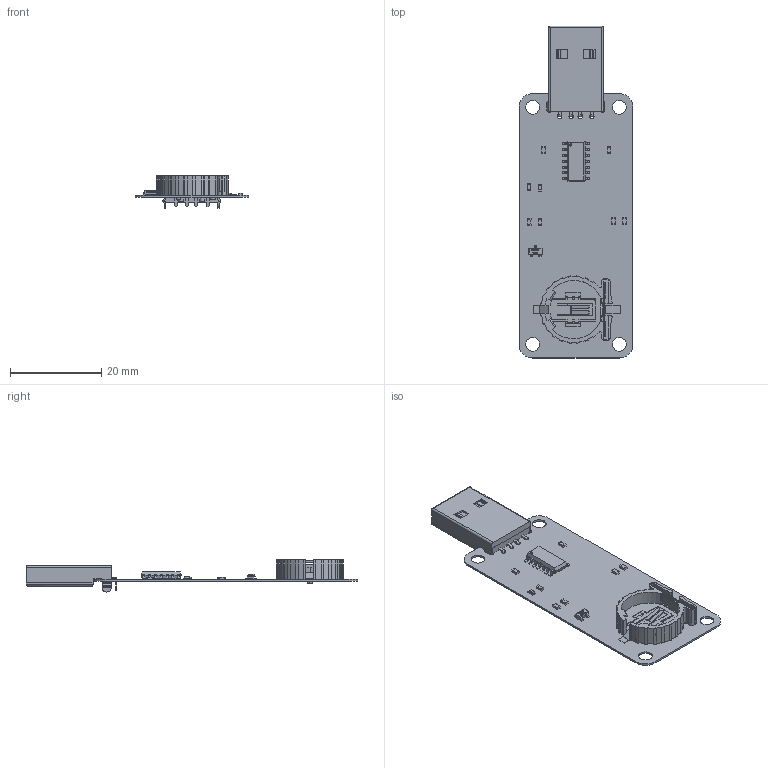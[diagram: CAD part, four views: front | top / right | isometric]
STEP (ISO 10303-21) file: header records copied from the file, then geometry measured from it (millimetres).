
FILE_DESCRIPTION(('Open CASCADE Model'),'2;1');
FILE_NAME('Open CASCADE Shape Model','2022-06-03T11:30:57',('Author'),( 'Open CASCADE'),'Open CASCADE STEP processor 6.8','Open CASCADE 6.8' ,'Unknown');
FILE_SCHEMA(('AUTOMOTIVE_DESIGN { 1 0 10303 214 1 1 1 1 }'));
Length unit declared in the file: millimetre
Products named in the file (29): PCB; Board; Open CASCADE STEP translator 6.8 2.1.1; B1; User_Library-s8411-45r_asm; S841-HOLDER; S841-LOWER-CONTACT; S841-REAR-CONTACT; C1; SW3DPS-RESISTOR_0603-DEFAULT; C2; CN1; a-usb_a-lp-c; L1; User_Library-LED_0603_R; User_Library-LED_0603_R_Pocket002; User_Library-LED_0603_R_Pad004; User_Library-LED_0603_R_Fillet; User_Library-LED_0603_R_Pocket001; User_Library-LED_0603_R_Pad; R1; R2; R3; R4; R5; TR1; User_Library-SOT95P240X110-3M[SOT23-3_TO-236AB]; U2; User_Library-so14-1
Assembly tree (34 placements, depth 4):
  PCB
    Board
      Open CASCADE STEP translator 6.8 2.1.1
    B1
      User_Library-s8411-45r_asm
        S841-HOLDER
        S841-LOWER-CONTACT
        S841-REAR-CONTACT
    C1
      SW3DPS-RESISTOR_0603-DEFAULT
    C2
      SW3DPS-RESISTOR_0603-DEFAULT
    CN1
      a-usb_a-lp-c
    L1
      User_Library-LED_0603_R
        User_Library-LED_0603_R_Pocket002
        User_Library-LED_0603_R_Pad004
        User_Library-LED_0603_R_Fillet
        User_Library-LED_0603_R_Pocket001
        User_Library-LED_0603_R_Pad
    R1
      SW3DPS-RESISTOR_0603-DEFAULT
    R2
      SW3DPS-RESISTOR_0603-DEFAULT
    R3
      SW3DPS-RESISTOR_0603-DEFAULT
    R4
      SW3DPS-RESISTOR_0603-DEFAULT
    R5
      SW3DPS-RESISTOR_0603-DEFAULT
    TR1
      User_Library-SOT95P240X110-3M[SOT23-3_TO-236AB]
    U2
      User_Library-so14-1
Bounding box: 25 x 72.82 x 7.05 mm (x, y, z)
Volume: 1587.9 mm3; surface area: 5319.4 mm2
Topology: 18 solids, 19 shells, 1185 faces, 3262 edges, 2148 vertices
Faces by surface type: plane 777, cylinder 279, bspline 107, cone 10, sphere 8, torus 4
Full cylindrical faces by diameter (mm): 1 x4, 1.2 x2, 1.5 x2, 3 x4
Entity records: 49818 total; most frequent: CARTESIAN_POINT 13075, ORIENTED_EDGE 6058, DIRECTION 5390, EDGE_CURVE 3030, LINE 2200, VECTOR 2200, VERTEX_POINT 2004, AXIS2_PLACEMENT_3D 1595
